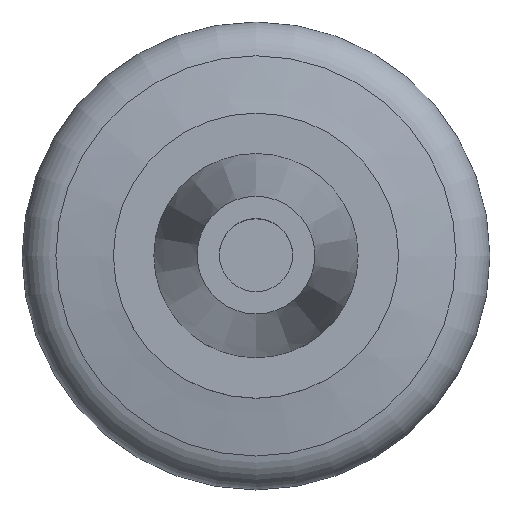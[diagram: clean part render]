
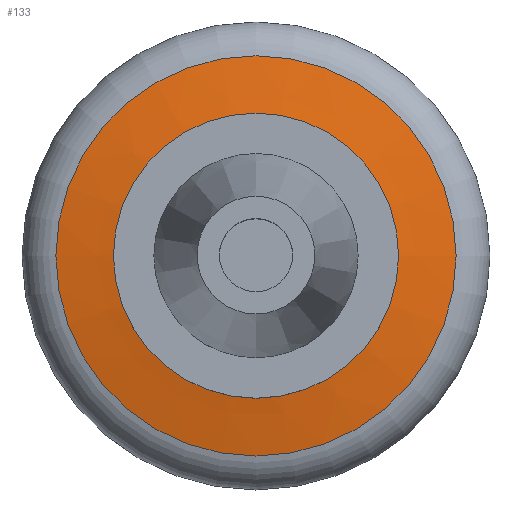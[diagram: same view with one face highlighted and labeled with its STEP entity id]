
A CAD part, top view. The second image highlights one B-rep face of the part: STEP entity #133.
In plain terms, the highlighted conical face has half-angle 80 degrees and reference radius 80 mm.
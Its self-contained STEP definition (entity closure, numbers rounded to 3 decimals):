
#88=CONICAL_SURFACE('',#502,80.,80.);
#133=ADVANCED_FACE('',(#189,#190),#88,.T.);
#189=FACE_BOUND('',#235,.T.);
#190=FACE_BOUND('',#236,.T.);
#235=EDGE_LOOP('',(#309));
#236=EDGE_LOOP('',(#310));
#309=ORIENTED_EDGE('',*,*,#404,.T.);
#310=ORIENTED_EDGE('',*,*,#403,.T.);
#362=VERTEX_POINT('',#741);
#363=VERTEX_POINT('',#744);
#403=EDGE_CURVE('',#362,#362,#424,.T.);
#404=EDGE_CURVE('',#363,#363,#425,.T.);
#424=CIRCLE('',#499,68.431);
#425=CIRCLE('',#501,40.661);
#499=AXIS2_PLACEMENT_3D('',#740,#618,#619);
#501=AXIS2_PLACEMENT_3D('',#743,#622,#623);
#502=AXIS2_PLACEMENT_3D('',#745,#624,#625);
#618=DIRECTION('',(0.,0.,1.));
#619=DIRECTION('',(1.,0.,0.));
#622=DIRECTION('',(0.,0.,-1.));
#623=DIRECTION('',(-1.,0.,0.));
#624=DIRECTION('',(0.,0.,-1.));
#625=DIRECTION('',(-1.,0.,0.));
#740=CARTESIAN_POINT('',(0.,0.,-44.013));
#741=CARTESIAN_POINT('',(68.431,0.,-44.013));
#743=CARTESIAN_POINT('',(0.,0.,-39.117));
#744=CARTESIAN_POINT('',(-40.661,0.,-39.117));
#745=CARTESIAN_POINT('',(0.,0.,-46.053));
